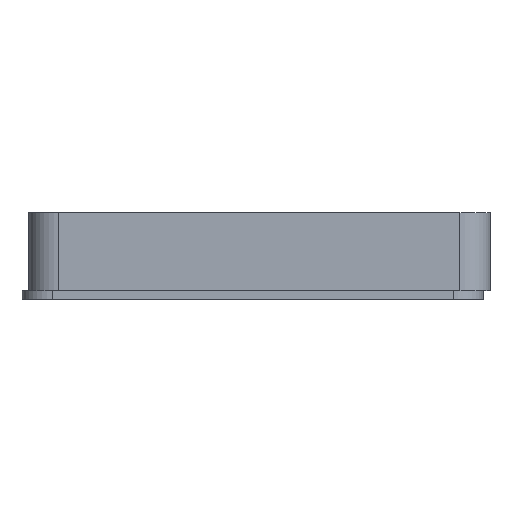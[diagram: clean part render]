
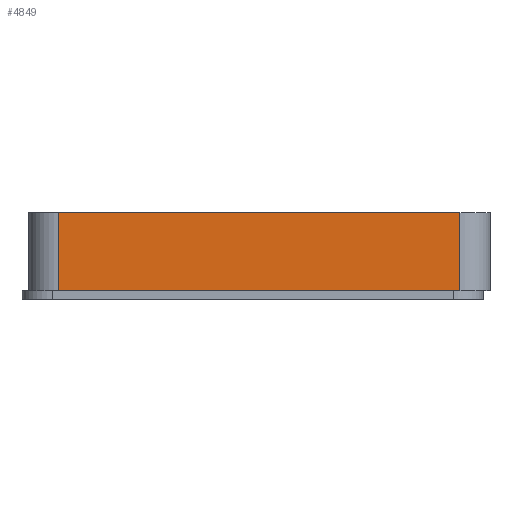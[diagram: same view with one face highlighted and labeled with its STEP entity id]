
A CAD part, front view. The second image highlights one B-rep face of the part: STEP entity #4849.
In plain terms, the highlighted planar face has unit normal (0, -1, 0).
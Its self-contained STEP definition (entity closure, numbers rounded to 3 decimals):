
#670=FACE_OUTER_BOUND('',#952,.T.);
#952=EDGE_LOOP('',(#4116,#4117,#4118,#4119));
#1339=LINE('',#8810,#1775);
#1356=LINE('',#8865,#1792);
#1357=LINE('',#8876,#1793);
#1358=LINE('',#8878,#1794);
#1775=VECTOR('',#5623,10.);
#1792=VECTOR('',#5670,10.);
#1793=VECTOR('',#5683,10.);
#1794=VECTOR('',#5686,10.);
#2255=VERTEX_POINT('',#8807);
#2256=VERTEX_POINT('',#8809);
#2278=VERTEX_POINT('',#8862);
#2279=VERTEX_POINT('',#8864);
#2891=EDGE_CURVE('',#2255,#2256,#1339,.T.);
#2917=EDGE_CURVE('',#2278,#2279,#1356,.T.);
#2923=EDGE_CURVE('',#2279,#2255,#1357,.T.);
#2924=EDGE_CURVE('',#2256,#2278,#1358,.T.);
#4116=ORIENTED_EDGE('',*,*,#2923,.F.);
#4117=ORIENTED_EDGE('',*,*,#2917,.F.);
#4118=ORIENTED_EDGE('',*,*,#2924,.F.);
#4119=ORIENTED_EDGE('',*,*,#2891,.F.);
#4625=PLANE('',#5051);
#4849=ADVANCED_FACE('',(#670),#4625,.T.);
#5051=AXIS2_PLACEMENT_3D('',#8877,#5684,#5685);
#5623=DIRECTION('',(-1.,0.,0.));
#5670=DIRECTION('',(1.,0.,0.));
#5683=DIRECTION('',(0.,0.,-1.));
#5684=DIRECTION('center_axis',(0.,-1.,0.));
#5685=DIRECTION('ref_axis',(1.,0.,0.));
#5686=DIRECTION('',(0.,0.,1.));
#8807=CARTESIAN_POINT('',(5.5,-10.5,0.));
#8809=CARTESIAN_POINT('',(-61.3,-10.5,0.));
#8810=CARTESIAN_POINT('',(10.5,-10.5,0.));
#8862=CARTESIAN_POINT('',(-61.3,-10.5,13.));
#8864=CARTESIAN_POINT('',(5.5,-10.5,13.));
#8865=CARTESIAN_POINT('',(10.5,-10.5,13.));
#8876=CARTESIAN_POINT('',(5.5,-10.5,0.));
#8877=CARTESIAN_POINT('Origin',(-66.3,-10.5,0.));
#8878=CARTESIAN_POINT('',(-61.3,-10.5,0.));
